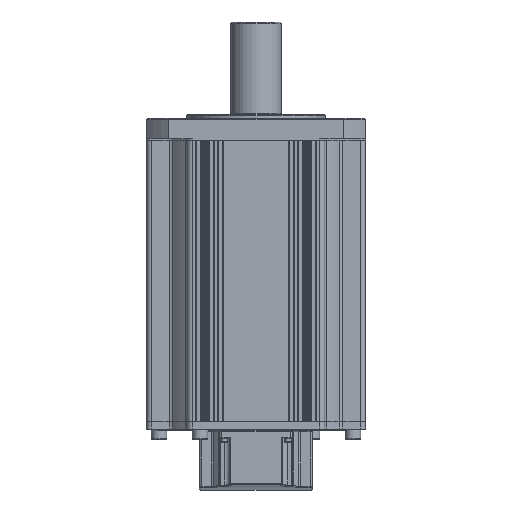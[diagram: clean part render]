
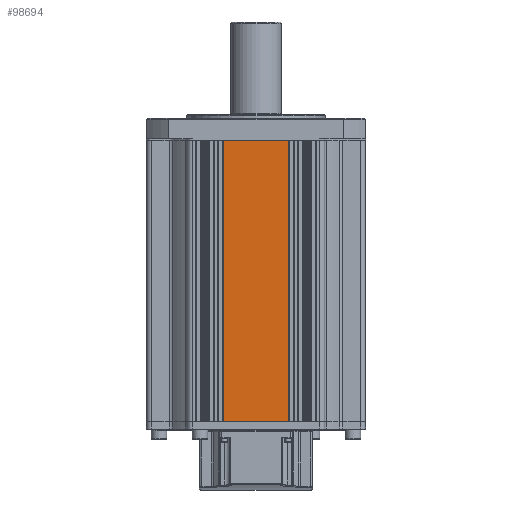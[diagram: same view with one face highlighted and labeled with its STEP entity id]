
A CAD part, front view. The second image highlights one B-rep face of the part: STEP entity #98694.
In plain terms, the highlighted planar face has unit normal (0, -1, 0).
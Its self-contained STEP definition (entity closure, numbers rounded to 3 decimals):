
#19268 = FACE_OUTER_BOUND ( 'NONE', #22638, .T. ) ;
#19323 = PLANE ( 'NONE',  #45584 ) ;
#19345 = DIRECTION ( 'NONE',  ( -1., 0., 0. ) ) ;
#19396 = CARTESIAN_POINT ( 'NONE',  ( 26.5, -90., 0. ) ) ;
#19403 = DIRECTION ( 'NONE',  ( 0., 1., 0. ) ) ;
#22638 = EDGE_LOOP ( 'NONE', ( #75930, #76032, #75948, #76000 ) ) ;
#24534 = DIRECTION ( 'NONE',  ( 1., 0., 0. ) ) ;
#24555 = CARTESIAN_POINT ( 'NONE',  ( 0., -90., 0. ) ) ;
#25322 = LINE ( 'NONE', #24555, #72947 ) ;
#31554 = EDGE_CURVE ( 'NONE', #47881, #47884, #25322, .T. ) ;
#40078 = CARTESIAN_POINT ( 'NONE',  ( -26.5, -90., 0. ) ) ;
#40100 = LINE ( 'NONE', #40078, #68513 ) ;
#40105 = DIRECTION ( 'NONE',  ( 0., 0., -1. ) ) ;
#45584 = AXIS2_PLACEMENT_3D ( 'NONE', #19396, #19403, #19345 ) ;
#46338 = LINE ( 'NONE', #46409, #68556 ) ;
#46345 = LINE ( 'NONE', #46372, #68550 ) ;
#46372 = CARTESIAN_POINT ( 'NONE',  ( 26.5, -90., 0. ) ) ;
#46376 = DIRECTION ( 'NONE',  ( 0., 0., -1. ) ) ;
#46394 = DIRECTION ( 'NONE',  ( 1., 0., 0. ) ) ;
#46409 = CARTESIAN_POINT ( 'NONE',  ( 26.5, -90., -231. ) ) ;
#47881 = VERTEX_POINT ( 'NONE', #66982 ) ;
#47884 = VERTEX_POINT ( 'NONE', #66997 ) ;
#48378 = VERTEX_POINT ( 'NONE', #63834 ) ;
#48384 = VERTEX_POINT ( 'NONE', #63824 ) ;
#55764 = EDGE_CURVE ( 'NONE', #47881, #48378, #40100, .T. ) ;
#55800 = EDGE_CURVE ( 'NONE', #47884, #48384, #46345, .T. ) ;
#55810 = EDGE_CURVE ( 'NONE', #48378, #48384, #46338, .T. ) ;
#63824 = CARTESIAN_POINT ( 'NONE',  ( 26.5, -90., -231. ) ) ;
#63834 = CARTESIAN_POINT ( 'NONE',  ( -26.5, -90., -231. ) ) ;
#66982 = CARTESIAN_POINT ( 'NONE',  ( -26.5, -90., 0. ) ) ;
#66997 = CARTESIAN_POINT ( 'NONE',  ( 26.5, -90., 0. ) ) ;
#68513 = VECTOR ( 'NONE', #40105, 1000. ) ;
#68550 = VECTOR ( 'NONE', #46376, 1000. ) ;
#68556 = VECTOR ( 'NONE', #46394, 1000. ) ;
#72947 = VECTOR ( 'NONE', #24534, 1000. ) ;
#75930 = ORIENTED_EDGE ( 'NONE', *, *, #55810, .T. ) ;
#75948 = ORIENTED_EDGE ( 'NONE', *, *, #31554, .F. ) ;
#76000 = ORIENTED_EDGE ( 'NONE', *, *, #55764, .T. ) ;
#76032 = ORIENTED_EDGE ( 'NONE', *, *, #55800, .F. ) ;
#98694 = ADVANCED_FACE ( 'NONE', ( #19268 ), #19323, .F. ) ;
